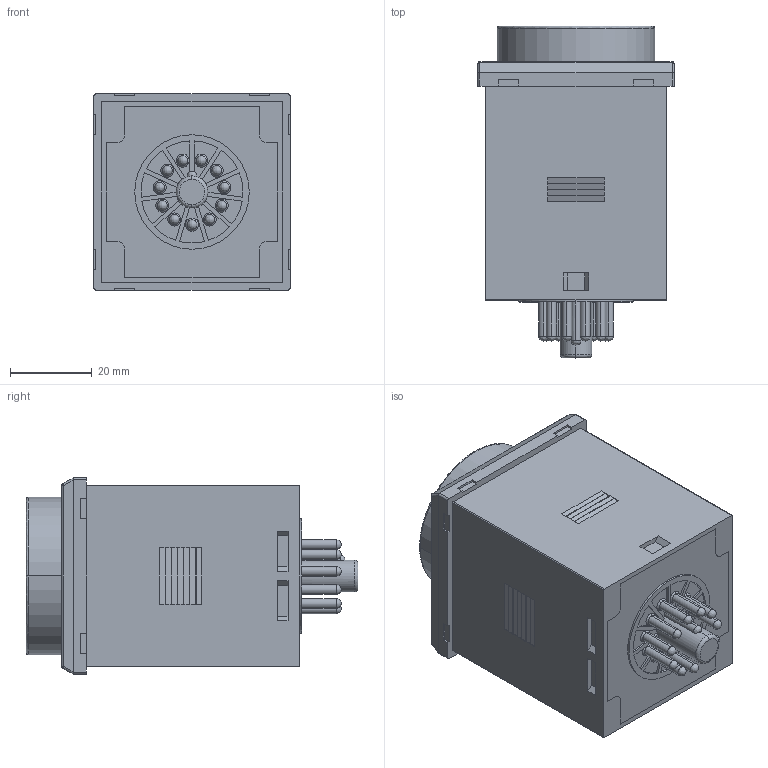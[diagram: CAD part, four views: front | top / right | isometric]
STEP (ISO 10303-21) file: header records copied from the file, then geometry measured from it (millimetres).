
FILE_DESCRIPTION (( 'STEP AP214' ), '1' );
FILE_NAME ('MS4SM-CE-ADC.STEP', '2019-06-11T13:18:21', ( '' ), ( '' ), 'SwSTEP 2.0', 'SolidWorks 2018', '' );
FILE_SCHEMA (( 'AUTOMOTIVE_DESIGN' ));
Length unit declared in the file: inch
Products named in the file (1): MS4SM-CE-ADC
Bounding box: 48 x 81.2 x 48 mm (x, y, z)
Volume: 121536 mm3; surface area: 46986.5 mm2
Topology: 8 solids, 8 shells, 1454 faces, 3967 edges, 2592 vertices
Faces by surface type: plane 848, cylinder 326, bspline 258, cone 22
Entity records: 75493 total; most frequent: CARTESIAN_POINT 21394, ORIENTED_EDGE 7882, DIRECTION 6330, EDGE_CURVE 3941, VERTEX_POINT 2592, LINE 2388, VECTOR 2388, AXIS2_PLACEMENT_3D 1971
